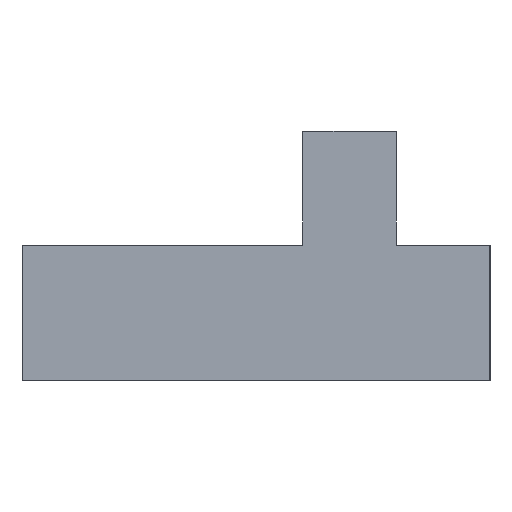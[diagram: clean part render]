
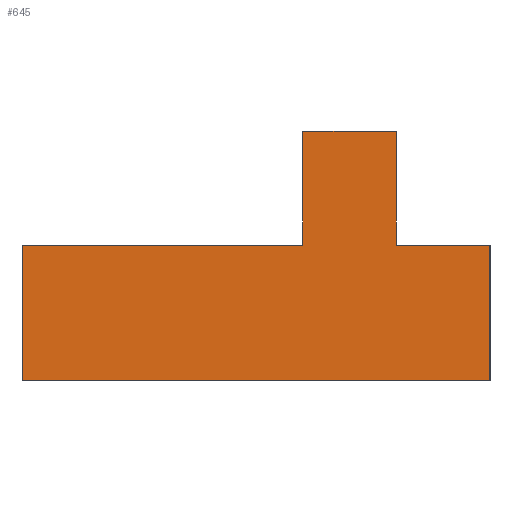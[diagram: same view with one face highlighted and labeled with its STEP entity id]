
A CAD part, left-side view. The second image highlights one B-rep face of the part: STEP entity #645.
In plain terms, the highlighted planar face has unit normal (-1, 0, 0).
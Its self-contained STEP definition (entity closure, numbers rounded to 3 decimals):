
#1 = EDGE_CURVE ( 'NONE', #5, #625, #139, .T. ) ;
#5 = VERTEX_POINT ( 'NONE', #154 ) ;
#14 = EDGE_CURVE ( 'NONE', #128, #132, #176, .T. ) ;
#17 = ORIENTED_EDGE ( 'NONE', *, *, #26, .F. ) ;
#19 = ORIENTED_EDGE ( 'NONE', *, *, #122, .T. ) ;
#26 = EDGE_CURVE ( 'NONE', #99, #440, #248, .T. ) ;
#68 = ORIENTED_EDGE ( 'NONE', *, *, #352, .F. ) ;
#75 = VERTEX_POINT ( 'NONE', #210 ) ;
#85 = ORIENTED_EDGE ( 'NONE', *, *, #420, .T. ) ;
#87 = VERTEX_POINT ( 'NONE', #303 ) ;
#93 = ORIENTED_EDGE ( 'NONE', *, *, #14, .F. ) ;
#99 = VERTEX_POINT ( 'NONE', #380 ) ;
#107 = ORIENTED_EDGE ( 'NONE', *, *, #173, .F. ) ;
#122 = EDGE_CURVE ( 'NONE', #128, #75, #234, .T. ) ;
#125 = EDGE_CURVE ( 'NONE', #87, #132, #252, .T. ) ;
#128 = VERTEX_POINT ( 'NONE', #256 ) ;
#132 = VERTEX_POINT ( 'NONE', #319 ) ;
#139 = LINE ( 'NONE', #141, #142 ) ;
#141 = CARTESIAN_POINT ( 'NONE',  ( 0., 2.8, 7.45 ) ) ;
#142 = VECTOR ( 'NONE', #143, 1000. ) ;
#143 = DIRECTION ( 'NONE',  ( 0., 0., -1. ) ) ;
#154 = CARTESIAN_POINT ( 'NONE',  ( 0., 2.8, 7.45 ) ) ;
#173 = EDGE_CURVE ( 'NONE', #87, #5, #322, .T. ) ;
#176 = LINE ( 'NONE', #177, #178 ) ;
#177 = CARTESIAN_POINT ( 'NONE',  ( 0., 14., 4.05 ) ) ;
#178 = VECTOR ( 'NONE', #179, 1000. ) ;
#179 = DIRECTION ( 'NONE',  ( 0., -1., 0. ) ) ;
#210 = CARTESIAN_POINT ( 'NONE',  ( 0., 14., 0. ) ) ;
#234 = LINE ( 'NONE', #235, #236 ) ;
#235 = CARTESIAN_POINT ( 'NONE',  ( 0., 14., 4.05 ) ) ;
#236 = VECTOR ( 'NONE', #237, 1000. ) ;
#237 = DIRECTION ( 'NONE',  ( 0., 0., -1. ) ) ;
#248 = LINE ( 'NONE', #249, #250 ) ;
#249 = CARTESIAN_POINT ( 'NONE',  ( 0., 0., 4.05 ) ) ;
#250 = VECTOR ( 'NONE', #251, 1000. ) ;
#251 = DIRECTION ( 'NONE',  ( 0., 0., -1. ) ) ;
#252 = LINE ( 'NONE', #253, #254 ) ;
#253 = CARTESIAN_POINT ( 'NONE',  ( 0., 5.6, 7.45 ) ) ;
#254 = VECTOR ( 'NONE', #255, 1000. ) ;
#255 = DIRECTION ( 'NONE',  ( 0., 0., -1. ) ) ;
#256 = CARTESIAN_POINT ( 'NONE',  ( 0., 14., 4.05 ) ) ;
#280 = ORIENTED_EDGE ( 'NONE', *, *, #1, .F. ) ;
#282 = EDGE_LOOP ( 'NONE', ( #85, #17, #68, #280, #107, #334, #93, #19 ) ) ;
#303 = CARTESIAN_POINT ( 'NONE',  ( 0., 5.6, 7.45 ) ) ;
#319 = CARTESIAN_POINT ( 'NONE',  ( 0., 5.6, 4.05 ) ) ;
#322 = LINE ( 'NONE', #323, #324 ) ;
#323 = CARTESIAN_POINT ( 'NONE',  ( 0., 5.6, 7.45 ) ) ;
#324 = VECTOR ( 'NONE', #325, 1000. ) ;
#325 = DIRECTION ( 'NONE',  ( 0., -1., 0. ) ) ;
#326 = CARTESIAN_POINT ( 'NONE',  ( 0., 2.8, 4.05 ) ) ;
#334 = ORIENTED_EDGE ( 'NONE', *, *, #125, .T. ) ;
#352 = EDGE_CURVE ( 'NONE', #625, #99, #443, .T. ) ;
#380 = CARTESIAN_POINT ( 'NONE',  ( 0., 0., 4.05 ) ) ;
#420 = EDGE_CURVE ( 'NONE', #75, #440, #481, .T. ) ;
#428 = FACE_OUTER_BOUND ( 'NONE', #282, .T. ) ;
#429 = PLANE ( 'NONE',  #430 ) ;
#430 = AXIS2_PLACEMENT_3D ( 'NONE', #431, #432, #433 ) ;
#431 = CARTESIAN_POINT ( 'NONE',  ( 0., 14., 4.05 ) ) ;
#432 = DIRECTION ( 'NONE',  ( 1., 0., 0. ) ) ;
#433 = DIRECTION ( 'NONE',  ( 0., 1., 0. ) ) ;
#440 = VERTEX_POINT ( 'NONE', #489 ) ;
#443 = LINE ( 'NONE', #444, #445 ) ;
#444 = CARTESIAN_POINT ( 'NONE',  ( 0., 14., 4.05 ) ) ;
#445 = VECTOR ( 'NONE', #446, 1000. ) ;
#446 = DIRECTION ( 'NONE',  ( 0., -1., 0. ) ) ;
#481 = LINE ( 'NONE', #482, #483 ) ;
#482 = CARTESIAN_POINT ( 'NONE',  ( 0., 14., 0. ) ) ;
#483 = VECTOR ( 'NONE', #484, 1000. ) ;
#484 = DIRECTION ( 'NONE',  ( 0., -1., 0. ) ) ;
#489 = CARTESIAN_POINT ( 'NONE',  ( 0., 0., 0. ) ) ;
#625 = VERTEX_POINT ( 'NONE', #326 ) ;
#645 = ADVANCED_FACE ( 'NONE', ( #428 ), #429, .F. ) ;
